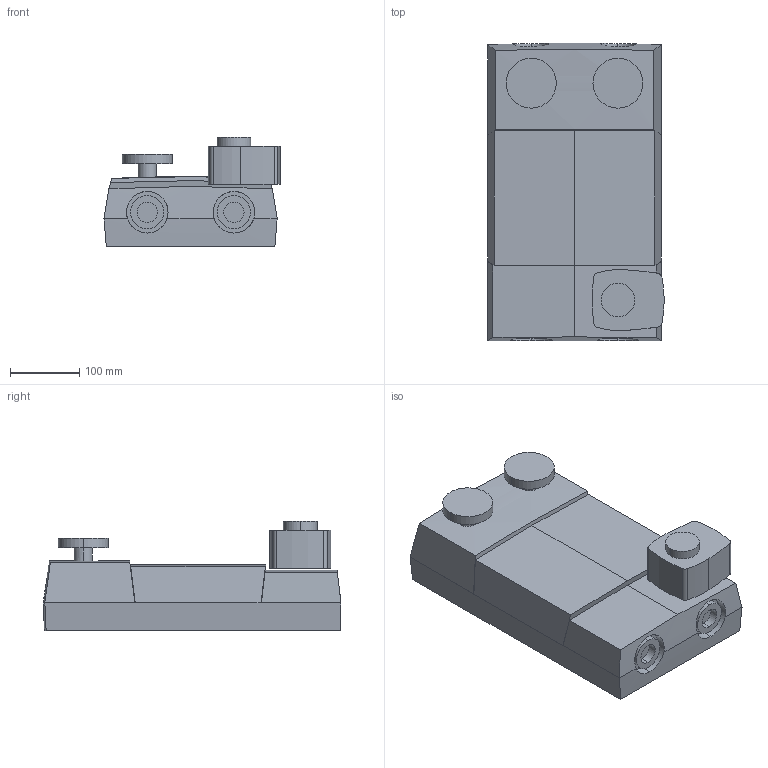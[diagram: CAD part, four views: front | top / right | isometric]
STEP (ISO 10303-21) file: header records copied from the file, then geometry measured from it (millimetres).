
FILE_DESCRIPTION (( 'STEP AP214' ), '1' );
FILE_NAME ('61242300 GRF221.STEP', '2025-09-09T10:45:10', ( '' ), ( '' ), 'SwSTEP 2.0', 'SolidWorks 2023', '' );
FILE_SCHEMA (( 'AUTOMOTIVE_DESIGN' ));
Length unit declared in the file: millimetre
Products named in the file (1): 61242300 GRF221
Bounding box: 254.1 x 429.43 x 157.75 mm (x, y, z)
Volume: 10124411.1 mm3; surface area: 475740.8 mm2
Topology: 3 solids, 3 shells, 139 faces, 338 edges, 222 vertices
Faces by surface type: cylinder 86, plane 51, torus 2
Entity records: 6367 total; most frequent: CARTESIAN_POINT 1488, DIRECTION 701, ORIENTED_EDGE 676, EDGE_CURVE 338, AXIS2_PLACEMENT_3D 269, VERTEX_POINT 222, VECTOR 163, LINE 163
